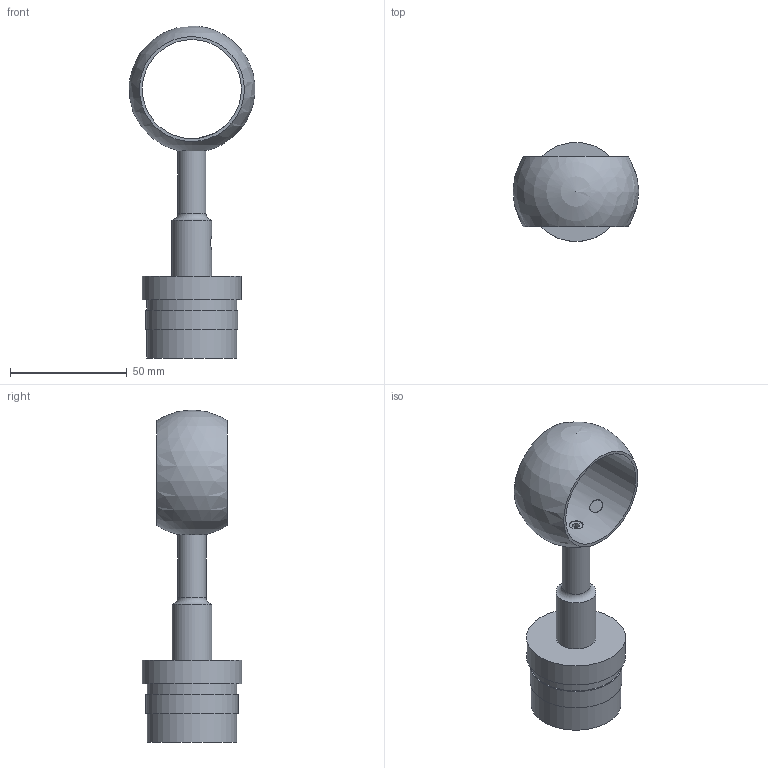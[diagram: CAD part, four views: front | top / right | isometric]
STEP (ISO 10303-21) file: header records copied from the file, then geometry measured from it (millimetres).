
FILE_DESCRIPTION(/* description */ (''),/* implementation_level */ '2;1');
FILE_NAME(/* name */ '1920_Cosch_Edelstahltechnik.stp',/* time_stamp */ '2019-01-12T14:04:55+01:00',/* author */ (''),/* organization */ (''),/* preprocessor_version */ 'ST-DEVELOPER v16',/* originating_system */ 'SIEMENS PLM Software NX 11.0',/* authorisation */ '');
FILE_SCHEMA (('AUTOMOTIVE_DESIGN { 1 0 10303 214 3 1 1 1 }'));
Length unit declared in the file: millimetre
Products named in the file (1): Goge3668951C7r9y
Bounding box: 53.77 x 42.4 x 142 mm (x, y, z)
Volume: 71622.1 mm3; surface area: 18959.4 mm2
Topology: 1 solids, 1 shells, 45 faces, 111 edges, 87 vertices
Faces by surface type: plane 32, cylinder 11, sphere 1, torus 1
Full cylindrical faces by diameter (mm): 6 x4, 12 x1, 17 x1, 38.4 x2, 39.4 x1, 42.4 x2
Entity records: 1426 total; most frequent: CARTESIAN_POINT 388, DIRECTION 199, ORIENTED_EDGE 156, EDGE_CURVE 78, EDGE_LOOP 72, AXIS2_PLACEMENT_3D 69, LINE 61, VECTOR 61
